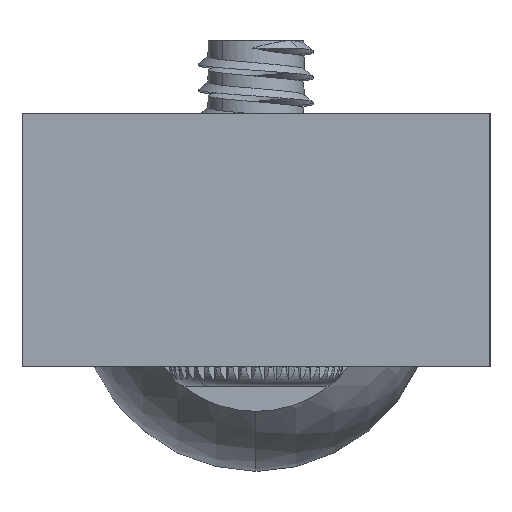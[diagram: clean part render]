
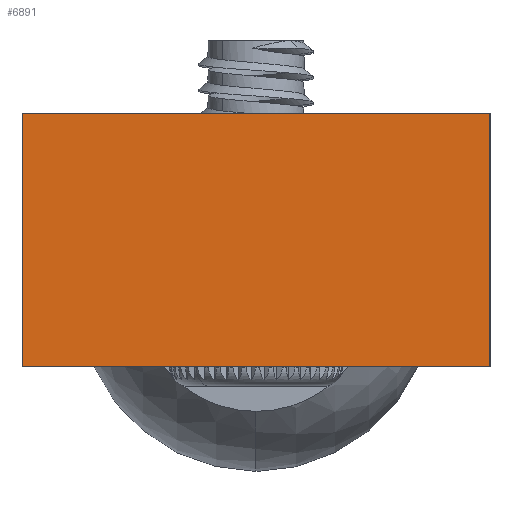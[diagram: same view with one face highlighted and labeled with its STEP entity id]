
A CAD part, left-side view. The second image highlights one B-rep face of the part: STEP entity #6891.
In plain terms, the highlighted planar face has unit normal (-1, 0, 0).
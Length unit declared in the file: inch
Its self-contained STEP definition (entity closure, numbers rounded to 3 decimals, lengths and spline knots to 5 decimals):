
#772 = ORIENTED_EDGE ( 'NONE', *, *, #4189, .T. ) ;
#1113 = EDGE_CURVE ( 'NONE', #5257, #11482, #6941, .T. ) ;
#1189 = LINE ( 'NONE', #3848, #3165 ) ;
#1260 = ORIENTED_EDGE ( 'NONE', *, *, #1113, .F. ) ;
#1917 = DIRECTION ( 'NONE',  ( 0., -1., 0. ) ) ;
#2145 = PLANE ( 'NONE',  #3752 ) ;
#2788 = VECTOR ( 'NONE', #1917, 39.37008 ) ;
#2850 = EDGE_CURVE ( 'NONE', #5257, #10792, #1189, .T. ) ;
#2987 = CARTESIAN_POINT ( 'NONE',  ( 0.11385, 0.81226, 0.73695 ) ) ;
#3070 = CARTESIAN_POINT ( 'NONE',  ( 0.11385, 0.33273, 0.73695 ) ) ;
#3165 = VECTOR ( 'NONE', #8926, 39.37008 ) ;
#3745 = EDGE_CURVE ( 'NONE', #11482, #8948, #7224, .T. ) ;
#3752 = AXIS2_PLACEMENT_3D ( 'NONE', #6970, #11021, #5255 ) ;
#3848 = CARTESIAN_POINT ( 'NONE',  ( 0.11385, 0.81226, 0.99679 ) ) ;
#4026 = LINE ( 'NONE', #3070, #4827 ) ;
#4189 = EDGE_CURVE ( 'NONE', #10792, #8948, #4026, .T. ) ;
#4787 = VECTOR ( 'NONE', #7165, 39.37008 ) ;
#4827 = VECTOR ( 'NONE', #9859, 39.37008 ) ;
#5255 = DIRECTION ( 'NONE',  ( 0., 0., -1. ) ) ;
#5257 = VERTEX_POINT ( 'NONE', #9213 ) ;
#5524 = ORIENTED_EDGE ( 'NONE', *, *, #2850, .T. ) ;
#6891 = ADVANCED_FACE ( 'NONE', ( #9123 ), #2145, .F. ) ;
#6941 = LINE ( 'NONE', #8850, #2788 ) ;
#6970 = CARTESIAN_POINT ( 'NONE',  ( 0.11385, 0.33273, 0.99679 ) ) ;
#7000 = CARTESIAN_POINT ( 'NONE',  ( 0.11385, 0.33273, 0.99679 ) ) ;
#7165 = DIRECTION ( 'NONE',  ( 0., 0., -1. ) ) ;
#7224 = LINE ( 'NONE', #9904, #4787 ) ;
#7794 = ORIENTED_EDGE ( 'NONE', *, *, #3745, .F. ) ;
#8081 = EDGE_LOOP ( 'NONE', ( #772, #7794, #1260, #5524 ) ) ;
#8850 = CARTESIAN_POINT ( 'NONE',  ( 0.11385, 0.33273, 0.99679 ) ) ;
#8926 = DIRECTION ( 'NONE',  ( 0., 0., -1. ) ) ;
#8948 = VERTEX_POINT ( 'NONE', #12498 ) ;
#9123 = FACE_OUTER_BOUND ( 'NONE', #8081, .T. ) ;
#9213 = CARTESIAN_POINT ( 'NONE',  ( 0.11385, 0.81226, 0.99679 ) ) ;
#9859 = DIRECTION ( 'NONE',  ( 0., -1., 0. ) ) ;
#9904 = CARTESIAN_POINT ( 'NONE',  ( 0.11385, 0.33273, 0.99679 ) ) ;
#10792 = VERTEX_POINT ( 'NONE', #2987 ) ;
#11021 = DIRECTION ( 'NONE',  ( 1., 0., 0. ) ) ;
#11482 = VERTEX_POINT ( 'NONE', #7000 ) ;
#12498 = CARTESIAN_POINT ( 'NONE',  ( 0.11385, 0.33273, 0.73695 ) ) ;
